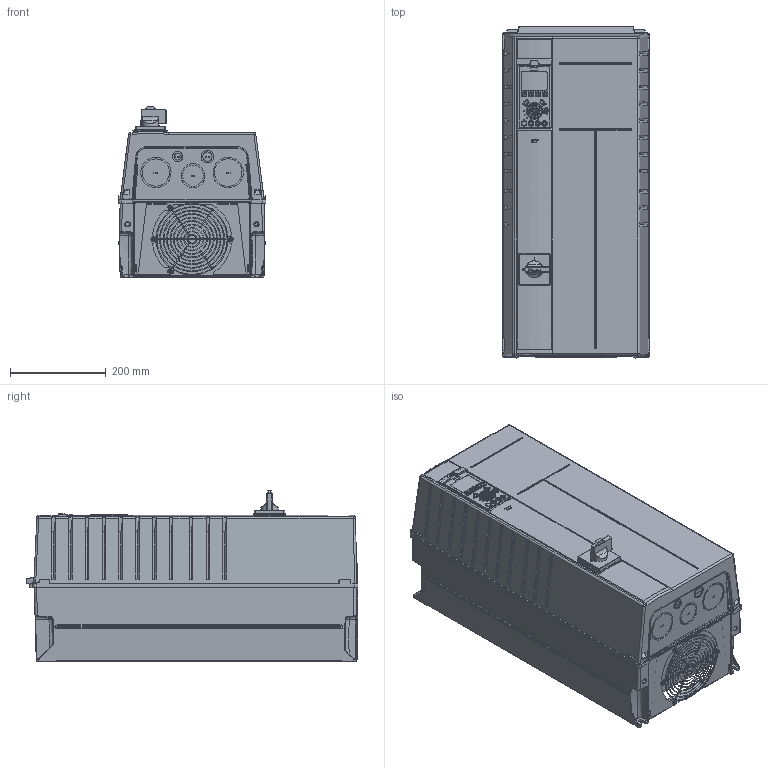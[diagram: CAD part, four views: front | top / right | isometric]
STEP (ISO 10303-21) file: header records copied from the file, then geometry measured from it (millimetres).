
FILE_DESCRIPTION((''),'2;1');
FILE_NAME('DANFOSS-FC100-C1-IP21-SWITCH-17_ASM','2019-09-06T',('U322080'),(''),'CREO PARAMETRIC BY PTC INC, 2018070','CREO PARAMETRIC BY PTC INC, 2018070','');
FILE_SCHEMA(('CONFIG_CONTROL_DESIGN'));
Products named in the file (8): DANFOSS-FC100-C1-IP21SWITCH_AF1; DANFOSS-FC100-C1-IP21SWITCH-1_2; DANFOSS-FC100-C1-IP21SWITCH-1_3; DANFOSS-FC100-C1-IP21SWITCH-1_4; DANFOSS-FC100-C1-IP21SWITCH-1_5; DANFOSS-FC100-C1-IP21SWITCH-1_6; DANFOSS-FC100-C1-IP21SWITCH_AF0_ASM; DANFOSS-FC100-C1-IP21-SWITCH-17_ASM
Assembly tree (7 placements, depth 3):
  DANFOSS-FC100-C1-IP21-SWITCH-17_ASM
    DANFOSS-FC100-C1-IP21SWITCH_AF0_ASM
      DANFOSS-FC100-C1-IP21SWITCH_AF1
      DANFOSS-FC100-C1-IP21SWITCH-1_2
      DANFOSS-FC100-C1-IP21SWITCH-1_3
      DANFOSS-FC100-C1-IP21SWITCH-1_4
      DANFOSS-FC100-C1-IP21SWITCH-1_5
      DANFOSS-FC100-C1-IP21SWITCH-1_6
Bounding box: 308.54 x 692.9 x 358.11 mm (x, y, z)
Surface area: 3106889.8 mm2 (no closed solid volume)
Topology: 0 solids, 24 shells, 4834 faces, 12882 edges, 8070 vertices
Faces by surface type: plane 1665, cylinder 1604, bspline 1035, torus 301, cone 166, sphere 42, extrusion 21
Entity records: 283411 total; most frequent: CARTESIAN_POINT 113357, ORIENTED_EDGE 25624, DIRECTION 18885, PRESENTATION_STYLE_ASSIGNMENT 15849, STYLED_ITEM 13034, CURVE_STYLE 12832, EDGE_CURVE 12812, VERTEX_POINT 8070
